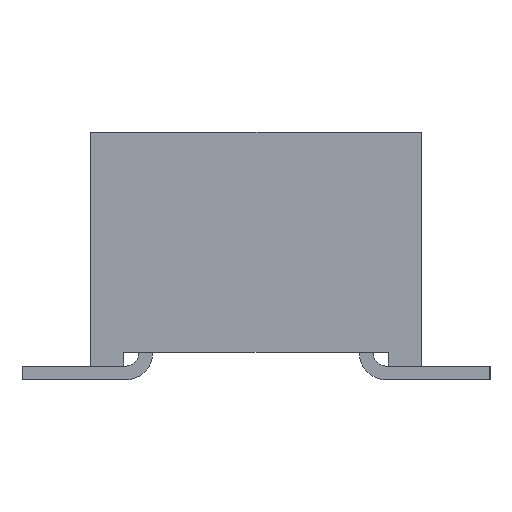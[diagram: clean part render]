
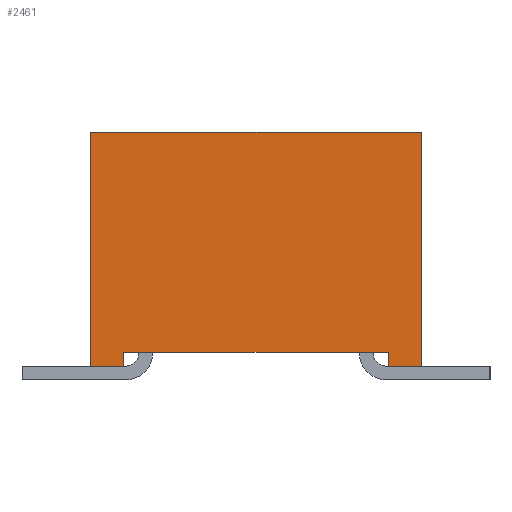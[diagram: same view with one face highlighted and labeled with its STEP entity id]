
A CAD part, left-side view. The second image highlights one B-rep face of the part: STEP entity #2461.
In plain terms, the highlighted planar face has unit normal (-1, 0, 0).
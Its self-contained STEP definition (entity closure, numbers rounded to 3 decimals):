
#2461 = ADVANCED_FACE('',(#2462),#2528,.F.);
#2462 = FACE_BOUND('',#2463,.T.);
#2463 = EDGE_LOOP('',(#2464,#2474,#2482,#2490,#2498,#2506,#2514,#2522));
#2464 = ORIENTED_EDGE('',*,*,#2465,.T.);
#2465 = EDGE_CURVE('',#2466,#2468,#2470,.T.);
#2466 = VERTEX_POINT('',#2467);
#2467 = CARTESIAN_POINT('',(-5.931,-1.219,0.277));
#2468 = VERTEX_POINT('',#2469);
#2469 = CARTESIAN_POINT('',(-5.931,-1.219,0.15));
#2470 = LINE('',#2471,#2472);
#2471 = CARTESIAN_POINT('',(-5.931,-1.219,0.277));
#2472 = VECTOR('',#2473,1.);
#2473 = DIRECTION('',(0.,0.,-1.));
#2474 = ORIENTED_EDGE('',*,*,#2475,.T.);
#2475 = EDGE_CURVE('',#2468,#2476,#2478,.T.);
#2476 = VERTEX_POINT('',#2477);
#2477 = CARTESIAN_POINT('',(-5.931,-1.524,0.15));
#2478 = LINE('',#2479,#2480);
#2479 = CARTESIAN_POINT('',(-5.931,1.524,0.15));
#2480 = VECTOR('',#2481,1.);
#2481 = DIRECTION('',(0.,-1.,0.));
#2482 = ORIENTED_EDGE('',*,*,#2483,.F.);
#2483 = EDGE_CURVE('',#2484,#2476,#2486,.T.);
#2484 = VERTEX_POINT('',#2485);
#2485 = CARTESIAN_POINT('',(-5.931,-1.524,2.309));
#2486 = LINE('',#2487,#2488);
#2487 = CARTESIAN_POINT('',(-5.931,-1.524,2.309));
#2488 = VECTOR('',#2489,1.);
#2489 = DIRECTION('',(0.,0.,-1.));
#2490 = ORIENTED_EDGE('',*,*,#2491,.F.);
#2491 = EDGE_CURVE('',#2492,#2484,#2494,.T.);
#2492 = VERTEX_POINT('',#2493);
#2493 = CARTESIAN_POINT('',(-5.931,1.524,2.309));
#2494 = LINE('',#2495,#2496);
#2495 = CARTESIAN_POINT('',(-5.931,1.524,2.309));
#2496 = VECTOR('',#2497,1.);
#2497 = DIRECTION('',(0.,-1.,0.));
#2498 = ORIENTED_EDGE('',*,*,#2499,.T.);
#2499 = EDGE_CURVE('',#2492,#2500,#2502,.T.);
#2500 = VERTEX_POINT('',#2501);
#2501 = CARTESIAN_POINT('',(-5.931,1.524,0.15));
#2502 = LINE('',#2503,#2504);
#2503 = CARTESIAN_POINT('',(-5.931,1.524,2.309));
#2504 = VECTOR('',#2505,1.);
#2505 = DIRECTION('',(0.,0.,-1.));
#2506 = ORIENTED_EDGE('',*,*,#2507,.T.);
#2507 = EDGE_CURVE('',#2500,#2508,#2510,.T.);
#2508 = VERTEX_POINT('',#2509);
#2509 = CARTESIAN_POINT('',(-5.931,1.219,0.15));
#2510 = LINE('',#2511,#2512);
#2511 = CARTESIAN_POINT('',(-5.931,1.524,0.15));
#2512 = VECTOR('',#2513,1.);
#2513 = DIRECTION('',(0.,-1.,0.));
#2514 = ORIENTED_EDGE('',*,*,#2515,.T.);
#2515 = EDGE_CURVE('',#2508,#2516,#2518,.T.);
#2516 = VERTEX_POINT('',#2517);
#2517 = CARTESIAN_POINT('',(-5.931,1.219,0.277));
#2518 = LINE('',#2519,#2520);
#2519 = CARTESIAN_POINT('',(-5.931,1.219,0.023));
#2520 = VECTOR('',#2521,1.);
#2521 = DIRECTION('',(0.,0.,1.));
#2522 = ORIENTED_EDGE('',*,*,#2523,.T.);
#2523 = EDGE_CURVE('',#2516,#2466,#2524,.T.);
#2524 = LINE('',#2525,#2526);
#2525 = CARTESIAN_POINT('',(-5.931,1.219,0.277));
#2526 = VECTOR('',#2527,1.);
#2527 = DIRECTION('',(0.,-1.,0.));
#2528 = PLANE('',#2529);
#2529 = AXIS2_PLACEMENT_3D('',#2530,#2531,#2532);
#2530 = CARTESIAN_POINT('',(-5.931,1.524,2.309));
#2531 = DIRECTION('',(1.,0.,0.));
#2532 = DIRECTION('',(0.,1.,0.));
